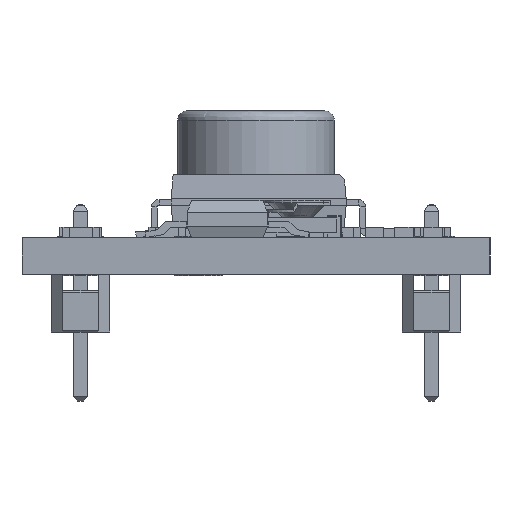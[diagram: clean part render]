
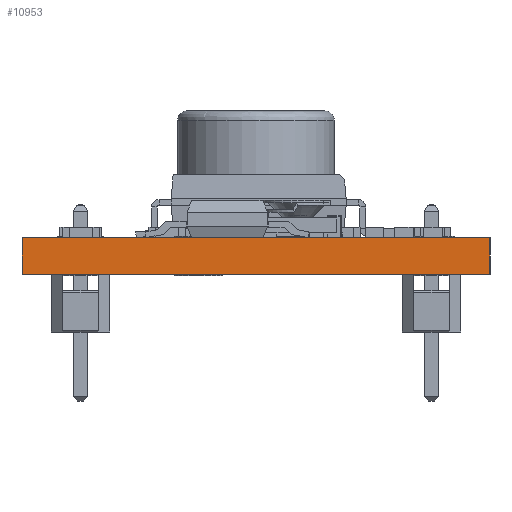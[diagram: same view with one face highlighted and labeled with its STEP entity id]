
A CAD part, left-side view. The second image highlights one B-rep face of the part: STEP entity #10953.
In plain terms, the highlighted planar face has unit normal (-1, 0, 0).
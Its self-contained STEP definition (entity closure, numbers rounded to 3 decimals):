
#439 = EDGE_LOOP ( 'NONE', ( #1499, #4943, #17599, #14341 ) ) ;
#1499 = ORIENTED_EDGE ( 'NONE', *, *, #3431, .T. ) ;
#1645 = CARTESIAN_POINT ( 'NONE',  ( -24.13, -10.16, 1.6 ) ) ;
#2292 = PLANE ( 'NONE',  #24018 ) ;
#3431 = EDGE_CURVE ( 'NONE', #4216, #24891, #37298, .T. ) ;
#4216 = VERTEX_POINT ( 'NONE', #42452 ) ;
#4293 = VERTEX_POINT ( 'NONE', #1645 ) ;
#4436 = LINE ( 'NONE', #31326, #42670 ) ;
#4943 = ORIENTED_EDGE ( 'NONE', *, *, #27154, .F. ) ;
#5281 = DIRECTION ( 'NONE',  ( 0., -1., 0. ) ) ;
#5434 = CARTESIAN_POINT ( 'NONE',  ( -24.13, -10.16, 1.6 ) ) ;
#7245 = LINE ( 'NONE', #17905, #21683 ) ;
#10953 = ADVANCED_FACE ( 'NONE', ( #13024 ), #2292, .F. ) ;
#12945 = DIRECTION ( 'NONE',  ( 0., -1., 0. ) ) ;
#13024 = FACE_OUTER_BOUND ( 'NONE', #439, .T. ) ;
#14341 = ORIENTED_EDGE ( 'NONE', *, *, #39759, .T. ) ;
#17599 = ORIENTED_EDGE ( 'NONE', *, *, #29827, .F. ) ;
#17905 = CARTESIAN_POINT ( 'NONE',  ( -24.13, 10.16, 1.6 ) ) ;
#20633 = CARTESIAN_POINT ( 'NONE',  ( -24.13, -10.16, 1.6 ) ) ;
#20671 = LINE ( 'NONE', #5434, #31203 ) ;
#21683 = VECTOR ( 'NONE', #28593, 1000. ) ;
#24018 = AXIS2_PLACEMENT_3D ( 'NONE', #20633, #36906, #44121 ) ;
#24861 = CARTESIAN_POINT ( 'NONE',  ( -24.13, -10.16, 0. ) ) ;
#24891 = VERTEX_POINT ( 'NONE', #24861 ) ;
#25854 = VERTEX_POINT ( 'NONE', #26764 ) ;
#26764 = CARTESIAN_POINT ( 'NONE',  ( -24.13, 10.16, 1.6 ) ) ;
#27154 = EDGE_CURVE ( 'NONE', #4293, #24891, #4436, .T. ) ;
#28593 = DIRECTION ( 'NONE',  ( 0., 0., -1. ) ) ;
#29827 = EDGE_CURVE ( 'NONE', #25854, #4293, #20671, .T. ) ;
#31203 = VECTOR ( 'NONE', #5281, 1000. ) ;
#31326 = CARTESIAN_POINT ( 'NONE',  ( -24.13, -10.16, 1.6 ) ) ;
#34151 = CARTESIAN_POINT ( 'NONE',  ( -24.13, -10.16, 0. ) ) ;
#34480 = VECTOR ( 'NONE', #12945, 1000. ) ;
#36906 = DIRECTION ( 'NONE',  ( 1., 0., 0. ) ) ;
#37298 = LINE ( 'NONE', #34151, #34480 ) ;
#39759 = EDGE_CURVE ( 'NONE', #25854, #4216, #7245, .T. ) ;
#42452 = CARTESIAN_POINT ( 'NONE',  ( -24.13, 10.16, 0. ) ) ;
#42670 = VECTOR ( 'NONE', #45240, 1000. ) ;
#44121 = DIRECTION ( 'NONE',  ( 0., 0., -1. ) ) ;
#45240 = DIRECTION ( 'NONE',  ( 0., 0., -1. ) ) ;
